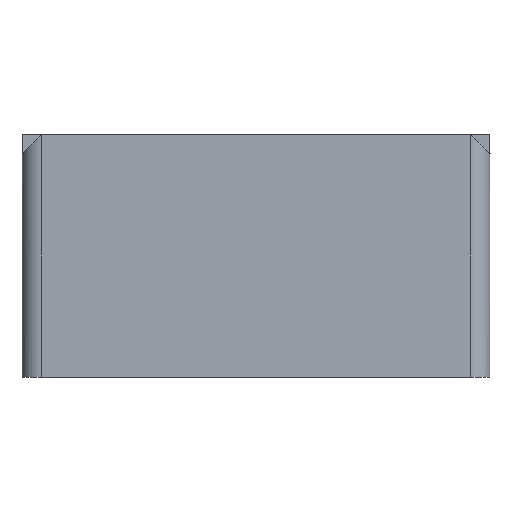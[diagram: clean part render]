
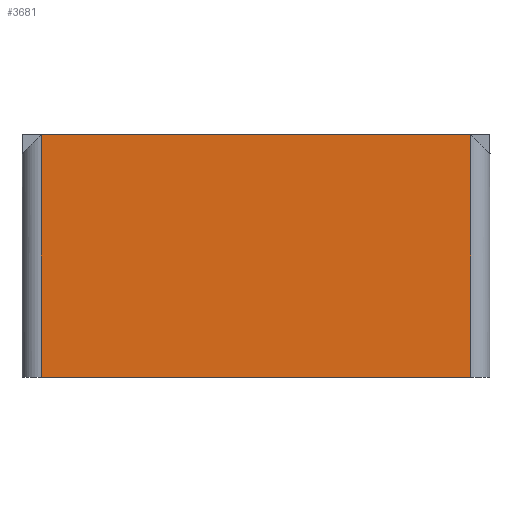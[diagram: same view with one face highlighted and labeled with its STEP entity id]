
A CAD part, front view. The second image highlights one B-rep face of the part: STEP entity #3681.
In plain terms, the highlighted planar face has unit normal (0, -1, 0).
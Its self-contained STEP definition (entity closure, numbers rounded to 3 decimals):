
#43 = PLANE('',#44);
#44 = AXIS2_PLACEMENT_3D('',#45,#46,#47);
#45 = CARTESIAN_POINT('',(0.,0.,9.39));
#46 = DIRECTION('',(0.,0.,1.));
#47 = DIRECTION('',(1.,0.,0.));
#546 = VERTEX_POINT('',#547);
#547 = CARTESIAN_POINT('',(-8.3,-9.05,9.39));
#573 = EDGE_CURVE('',#546,#574,#576,.T.);
#574 = VERTEX_POINT('',#575);
#575 = CARTESIAN_POINT('',(8.3,-9.05,9.39));
#576 = SURFACE_CURVE('',#577,(#581,#588),.PCURVE_S1.);
#577 = LINE('',#578,#579);
#578 = CARTESIAN_POINT('',(-9.05,-9.05,9.39));
#579 = VECTOR('',#580,1.);
#580 = DIRECTION('',(1.,0.,0.));
#581 = PCURVE('',#43,#582);
#582 = DEFINITIONAL_REPRESENTATION('',(#583),#587);
#583 = LINE('',#584,#585);
#584 = CARTESIAN_POINT('',(-9.05,-9.05));
#585 = VECTOR('',#586,1.);
#586 = DIRECTION('',(1.,0.));
#587 = ( GEOMETRIC_REPRESENTATION_CONTEXT(2) 
PARAMETRIC_REPRESENTATION_CONTEXT() REPRESENTATION_CONTEXT('2D SPACE',''
  ) );
#588 = PCURVE('',#589,#594);
#589 = PLANE('',#590);
#590 = AXIS2_PLACEMENT_3D('',#591,#592,#593);
#591 = CARTESIAN_POINT('',(-9.05,-9.05,0.));
#592 = DIRECTION('',(0.,1.,0.));
#593 = DIRECTION('',(1.,0.,0.));
#594 = DEFINITIONAL_REPRESENTATION('',(#595),#599);
#595 = LINE('',#596,#597);
#596 = CARTESIAN_POINT('',(0.,-9.39));
#597 = VECTOR('',#598,1.);
#598 = DIRECTION('',(1.,0.));
#599 = ( GEOMETRIC_REPRESENTATION_CONTEXT(2) 
PARAMETRIC_REPRESENTATION_CONTEXT() REPRESENTATION_CONTEXT('2D SPACE',''
  ) );
#1851 = PLANE('',#1852);
#1852 = AXIS2_PLACEMENT_3D('',#1853,#1854,#1855);
#1853 = CARTESIAN_POINT('',(0.,0.,0.));
#1854 = DIRECTION('',(0.,0.,1.));
#1855 = DIRECTION('',(1.,0.,0.));
#2396 = CYLINDRICAL_SURFACE('',#2397,0.75);
#2397 = AXIS2_PLACEMENT_3D('',#2398,#2399,#2400);
#2398 = CARTESIAN_POINT('',(-8.3,-8.3,0.));
#2399 = DIRECTION('',(0.,0.,1.));
#2400 = DIRECTION('',(-1.,0.,0.));
#2521 = CYLINDRICAL_SURFACE('',#2522,0.75);
#2522 = AXIS2_PLACEMENT_3D('',#2523,#2524,#2525);
#2523 = CARTESIAN_POINT('',(8.3,-8.3,0.));
#2524 = DIRECTION('',(0.,0.,1.));
#2525 = DIRECTION('',(0.,-1.,0.));
#3681 = ADVANCED_FACE('',(#3682),#589,.F.);
#3682 = FACE_BOUND('',#3683,.F.);
#3683 = EDGE_LOOP('',(#3684,#3709,#3730,#3731));
#3684 = ORIENTED_EDGE('',*,*,#3685,.F.);
#3685 = EDGE_CURVE('',#3686,#3688,#3690,.T.);
#3686 = VERTEX_POINT('',#3687);
#3687 = CARTESIAN_POINT('',(-8.3,-9.05,0.));
#3688 = VERTEX_POINT('',#3689);
#3689 = CARTESIAN_POINT('',(8.3,-9.05,0.));
#3690 = SURFACE_CURVE('',#3691,(#3695,#3702),.PCURVE_S1.);
#3691 = LINE('',#3692,#3693);
#3692 = CARTESIAN_POINT('',(-9.05,-9.05,0.));
#3693 = VECTOR('',#3694,1.);
#3694 = DIRECTION('',(1.,0.,0.));
#3695 = PCURVE('',#589,#3696);
#3696 = DEFINITIONAL_REPRESENTATION('',(#3697),#3701);
#3697 = LINE('',#3698,#3699);
#3698 = CARTESIAN_POINT('',(0.,0.));
#3699 = VECTOR('',#3700,1.);
#3700 = DIRECTION('',(1.,0.));
#3701 = ( GEOMETRIC_REPRESENTATION_CONTEXT(2) 
PARAMETRIC_REPRESENTATION_CONTEXT() REPRESENTATION_CONTEXT('2D SPACE',''
  ) );
#3702 = PCURVE('',#1851,#3703);
#3703 = DEFINITIONAL_REPRESENTATION('',(#3704),#3708);
#3704 = LINE('',#3705,#3706);
#3705 = CARTESIAN_POINT('',(-9.05,-9.05));
#3706 = VECTOR('',#3707,1.);
#3707 = DIRECTION('',(1.,0.));
#3708 = ( GEOMETRIC_REPRESENTATION_CONTEXT(2) 
PARAMETRIC_REPRESENTATION_CONTEXT() REPRESENTATION_CONTEXT('2D SPACE',''
  ) );
#3709 = ORIENTED_EDGE('',*,*,#3710,.T.);
#3710 = EDGE_CURVE('',#3686,#546,#3711,.T.);
#3711 = SURFACE_CURVE('',#3712,(#3716,#3723),.PCURVE_S1.);
#3712 = LINE('',#3713,#3714);
#3713 = CARTESIAN_POINT('',(-8.3,-9.05,0.));
#3714 = VECTOR('',#3715,1.);
#3715 = DIRECTION('',(0.,0.,1.));
#3716 = PCURVE('',#589,#3717);
#3717 = DEFINITIONAL_REPRESENTATION('',(#3718),#3722);
#3718 = LINE('',#3719,#3720);
#3719 = CARTESIAN_POINT('',(0.75,0.));
#3720 = VECTOR('',#3721,1.);
#3721 = DIRECTION('',(0.,-1.));
#3722 = ( GEOMETRIC_REPRESENTATION_CONTEXT(2) 
PARAMETRIC_REPRESENTATION_CONTEXT() REPRESENTATION_CONTEXT('2D SPACE',''
  ) );
#3723 = PCURVE('',#2396,#3724);
#3724 = DEFINITIONAL_REPRESENTATION('',(#3725),#3729);
#3725 = LINE('',#3726,#3727);
#3726 = CARTESIAN_POINT('',(1.571,0.));
#3727 = VECTOR('',#3728,1.);
#3728 = DIRECTION('',(0.,1.));
#3729 = ( GEOMETRIC_REPRESENTATION_CONTEXT(2) 
PARAMETRIC_REPRESENTATION_CONTEXT() REPRESENTATION_CONTEXT('2D SPACE',''
  ) );
#3730 = ORIENTED_EDGE('',*,*,#573,.T.);
#3731 = ORIENTED_EDGE('',*,*,#3732,.F.);
#3732 = EDGE_CURVE('',#3688,#574,#3733,.T.);
#3733 = SURFACE_CURVE('',#3734,(#3738,#3745),.PCURVE_S1.);
#3734 = LINE('',#3735,#3736);
#3735 = CARTESIAN_POINT('',(8.3,-9.05,0.));
#3736 = VECTOR('',#3737,1.);
#3737 = DIRECTION('',(0.,0.,1.));
#3738 = PCURVE('',#589,#3739);
#3739 = DEFINITIONAL_REPRESENTATION('',(#3740),#3744);
#3740 = LINE('',#3741,#3742);
#3741 = CARTESIAN_POINT('',(17.35,0.));
#3742 = VECTOR('',#3743,1.);
#3743 = DIRECTION('',(0.,-1.));
#3744 = ( GEOMETRIC_REPRESENTATION_CONTEXT(2) 
PARAMETRIC_REPRESENTATION_CONTEXT() REPRESENTATION_CONTEXT('2D SPACE',''
  ) );
#3745 = PCURVE('',#2521,#3746);
#3746 = DEFINITIONAL_REPRESENTATION('',(#3747),#3751);
#3747 = LINE('',#3748,#3749);
#3748 = CARTESIAN_POINT('',(0.,0.));
#3749 = VECTOR('',#3750,1.);
#3750 = DIRECTION('',(0.,1.));
#3751 = ( GEOMETRIC_REPRESENTATION_CONTEXT(2) 
PARAMETRIC_REPRESENTATION_CONTEXT() REPRESENTATION_CONTEXT('2D SPACE',''
  ) );
